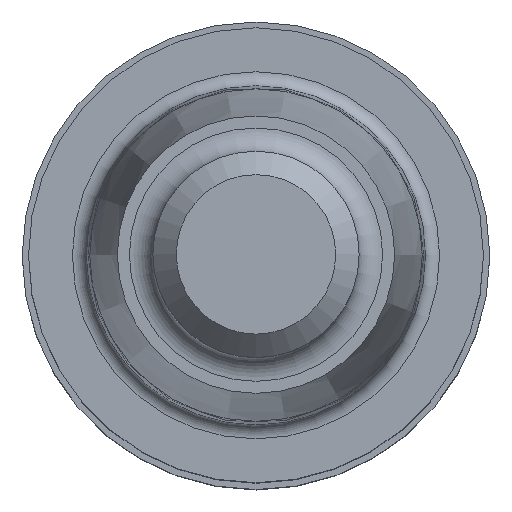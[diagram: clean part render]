
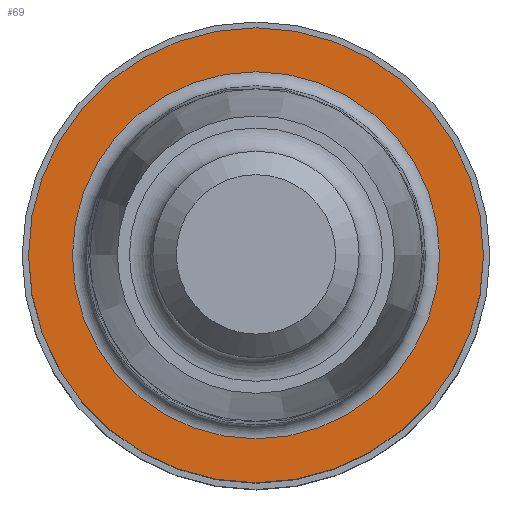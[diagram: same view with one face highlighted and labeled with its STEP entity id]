
A CAD part, top view. The second image highlights one B-rep face of the part: STEP entity #69.
In plain terms, the highlighted planar face has unit normal (0, 0, 1).
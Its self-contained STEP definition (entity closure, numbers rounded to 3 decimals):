
#62=PLANE('',#282);
#69=ADVANCED_FACE('',(#92,#93),#62,.T.);
#92=FACE_BOUND('',#120,.T.);
#93=FACE_BOUND('',#121,.T.);
#120=EDGE_LOOP('',(#152));
#121=EDGE_LOOP('',(#153));
#152=ORIENTED_EDGE('',*,*,#200,.T.);
#153=ORIENTED_EDGE('',*,*,#198,.F.);
#182=VERTEX_POINT('',#408);
#184=VERTEX_POINT('',#413);
#198=EDGE_CURVE('',#182,#182,#214,.T.);
#200=EDGE_CURVE('',#184,#184,#216,.T.);
#214=CIRCLE('',#278,4.85);
#216=CIRCLE('',#281,3.914);
#278=AXIS2_PLACEMENT_3D('',#407,#318,#319);
#281=AXIS2_PLACEMENT_3D('',#412,#324,#325);
#282=AXIS2_PLACEMENT_3D('',#414,#326,#327);
#318=DIRECTION('',(0.,0.,-1.));
#319=DIRECTION('',(-1.,0.,0.));
#324=DIRECTION('',(0.,0.,-1.));
#325=DIRECTION('',(-1.,0.,0.));
#326=DIRECTION('',(0.,0.,1.));
#327=DIRECTION('',(1.,0.,0.));
#407=CARTESIAN_POINT('',(0.,0.,0.));
#408=CARTESIAN_POINT('',(-4.85,0.,0.));
#412=CARTESIAN_POINT('',(0.,0.,0.));
#413=CARTESIAN_POINT('',(-3.914,0.,0.));
#414=CARTESIAN_POINT('',(4.85,0.,0.));
